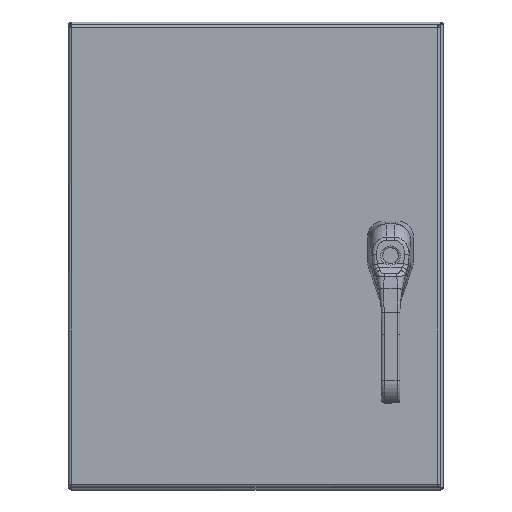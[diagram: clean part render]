
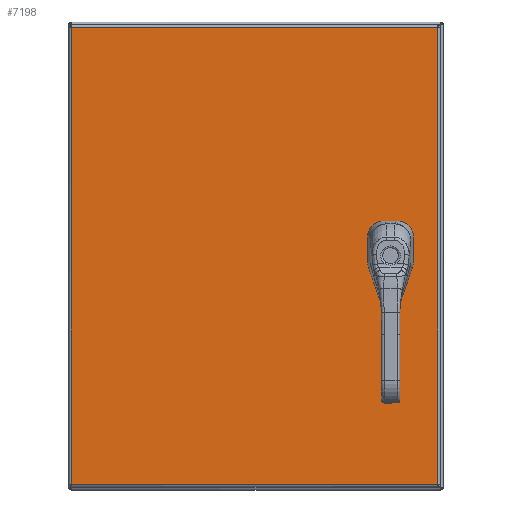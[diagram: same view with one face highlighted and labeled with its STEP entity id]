
A CAD part, top view. The second image highlights one B-rep face of the part: STEP entity #7198.
In plain terms, the highlighted face is planar.
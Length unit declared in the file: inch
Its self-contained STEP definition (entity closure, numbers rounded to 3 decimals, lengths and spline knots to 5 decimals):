
#5428=CARTESIAN_POINT('',(2.33762,10.275,0.0));
#5429=VERTEX_POINT('',#5428);
#5436=CARTESIAN_POINT('',(2.525,10.08762,0.0));
#5437=VERTEX_POINT('',#5436);
#5438=CARTESIAN_POINT('',(2.125,9.875,0.0));
#5439=DIRECTION('',(0.0,0.0,1.0));
#5440=DIRECTION('',(-0.469,-0.883,0.0));
#5441=AXIS2_PLACEMENT_3D('',#5438,#5439,#5440);
#5442=CIRCLE('',#5441,0.453);
#5443=EDGE_CURVE('',#5437,#5429,#5442,.T.);
#5468=CARTESIAN_POINT('',(2.525,9.66238,0.0));
#5469=VERTEX_POINT('',#5468);
#5470=CARTESIAN_POINT('',(2.525,9.66238,0.0));
#5471=DIRECTION('',(0.0,1.0,0.0));
#5472=VECTOR('',#5471,0.42525);
#5473=LINE('',#5470,#5472);
#5474=EDGE_CURVE('',#5469,#5437,#5473,.T.);
#5500=CARTESIAN_POINT('',(2.33762,9.475,0.0));
#5501=VERTEX_POINT('',#5500);
#5502=CARTESIAN_POINT('',(2.125,9.875,0.0));
#5503=DIRECTION('',(0.0,0.0,1.0));
#5504=DIRECTION('',(-0.883,0.469,0.0));
#5505=AXIS2_PLACEMENT_3D('',#5502,#5503,#5504);
#5506=CIRCLE('',#5505,0.453);
#5507=EDGE_CURVE('',#5501,#5469,#5506,.T.);
#5532=CARTESIAN_POINT('',(1.91238,9.475,0.0));
#5533=VERTEX_POINT('',#5532);
#5534=CARTESIAN_POINT('',(1.91238,9.475,0.0));
#5535=DIRECTION('',(1.0,0.0,0.0));
#5536=VECTOR('',#5535,0.42525);
#5537=LINE('',#5534,#5536);
#5538=EDGE_CURVE('',#5533,#5501,#5537,.T.);
#5564=CARTESIAN_POINT('',(1.725,9.66238,0.0));
#5565=VERTEX_POINT('',#5564);
#5566=CARTESIAN_POINT('',(2.125,9.875,0.0));
#5567=DIRECTION('',(0.0,0.0,1.0));
#5568=DIRECTION('',(0.469,0.883,0.0));
#5569=AXIS2_PLACEMENT_3D('',#5566,#5567,#5568);
#5570=CIRCLE('',#5569,0.453);
#5571=EDGE_CURVE('',#5565,#5533,#5570,.T.);
#5596=CARTESIAN_POINT('',(1.725,10.08762,0.0));
#5597=VERTEX_POINT('',#5596);
#5598=CARTESIAN_POINT('',(1.725,10.08762,0.0));
#5599=DIRECTION('',(0.0,-1.0,0.0));
#5600=VECTOR('',#5599,0.42525);
#5601=LINE('',#5598,#5600);
#5602=EDGE_CURVE('',#5597,#5565,#5601,.T.);
#5628=CARTESIAN_POINT('',(1.91238,10.275,0.0));
#5629=VERTEX_POINT('',#5628);
#5630=CARTESIAN_POINT('',(2.125,9.875,0.0));
#5631=DIRECTION('',(0.0,0.0,1.0));
#5632=DIRECTION('',(0.883,-0.469,0.0));
#5633=AXIS2_PLACEMENT_3D('',#5630,#5631,#5632);
#5634=CIRCLE('',#5633,0.453);
#5635=EDGE_CURVE('',#5629,#5597,#5634,.T.);
#5658=CARTESIAN_POINT('',(2.33762,10.275,0.0));
#5659=DIRECTION('',(-1.0,0.0,0.0));
#5660=VECTOR('',#5659,0.42525);
#5661=LINE('',#5658,#5660);
#5662=EDGE_CURVE('',#5429,#5629,#5661,.T.);
#5684=CARTESIAN_POINT('',(1.985,10.75997,0.0));
#5685=VERTEX_POINT('',#5684);
#5686=CARTESIAN_POINT('',(2.125,10.75997,0.0));
#5687=DIRECTION('',(0.0,0.0,1.0));
#5688=DIRECTION('',(1.0,0.0,0.0));
#5689=AXIS2_PLACEMENT_3D('',#5686,#5687,#5688);
#5690=CIRCLE('',#5689,0.14);
#5691=EDGE_CURVE('',#5685,#5685,#5690,.T.);
#5712=CARTESIAN_POINT('',(1.985,8.98897,0.0));
#5713=VERTEX_POINT('',#5712);
#5714=CARTESIAN_POINT('',(2.125,8.98897,0.0));
#5715=DIRECTION('',(0.0,0.0,1.0));
#5716=DIRECTION('',(1.0,0.0,0.0));
#5717=AXIS2_PLACEMENT_3D('',#5714,#5715,#5716);
#5718=CIRCLE('',#5717,0.14);
#5719=EDGE_CURVE('',#5713,#5713,#5718,.T.);
#5740=CARTESIAN_POINT('',(1.985,8.49697,0.0));
#5741=VERTEX_POINT('',#5740);
#5742=CARTESIAN_POINT('',(2.125,8.49697,0.0));
#5743=DIRECTION('',(0.0,0.0,1.0));
#5744=DIRECTION('',(1.0,0.0,0.0));
#5745=AXIS2_PLACEMENT_3D('',#5742,#5743,#5744);
#5746=CIRCLE('',#5745,0.14);
#5747=EDGE_CURVE('',#5741,#5741,#5746,.T.);
#6197=CARTESIAN_POINT('',(15.76975,0.10525,0.));
#6198=VERTEX_POINT('',#6197);
#6209=CARTESIAN_POINT('',(15.76975,19.64475,0.));
#6210=VERTEX_POINT('',#6209);
#6211=CARTESIAN_POINT('',(15.76975,19.64475,0.0));
#6212=DIRECTION('',(0.0,-1.0,0.0));
#6213=VECTOR('',#6212,19.5395);
#6214=LINE('',#6211,#6213);
#6215=EDGE_CURVE('',#6210,#6198,#6214,.T.);
#6367=CARTESIAN_POINT('',(0.10525,0.10525,0.));
#6368=VERTEX_POINT('',#6367);
#6379=CARTESIAN_POINT('',(15.76975,0.10525,0.0));
#6380=DIRECTION('',(-1.0,0.0,0.0));
#6381=VECTOR('',#6380,15.6645);
#6382=LINE('',#6379,#6381);
#6383=EDGE_CURVE('',#6198,#6368,#6382,.T.);
#6644=CARTESIAN_POINT('',(0.10525,19.64475,0.));
#6645=VERTEX_POINT('',#6644);
#6656=CARTESIAN_POINT('',(0.10525,0.10525,0.0));
#6657=DIRECTION('',(0.0,1.0,0.0));
#6658=VECTOR('',#6657,19.5395);
#6659=LINE('',#6656,#6658);
#6660=EDGE_CURVE('',#6368,#6645,#6659,.T.);
#6925=CARTESIAN_POINT('',(0.10525,19.64475,0.0));
#6926=DIRECTION('',(1.0,0.0,0.0));
#6927=VECTOR('',#6926,15.6645);
#6928=LINE('',#6925,#6927);
#6929=EDGE_CURVE('',#6645,#6210,#6928,.T.);
#7168=CARTESIAN_POINT('',(7.9375,9.875,0.0));
#7169=DIRECTION('',(0.0,0.0,1.0));
#7170=DIRECTION('',(1.0,0.0,0.0));
#7171=AXIS2_PLACEMENT_3D('',#7168,#7169,#7170);
#7172=PLANE('',#7171);
#7173=ORIENTED_EDGE('',*,*,#6215,.T.);
#7174=ORIENTED_EDGE('',*,*,#6383,.T.);
#7175=ORIENTED_EDGE('',*,*,#6660,.T.);
#7176=ORIENTED_EDGE('',*,*,#6929,.T.);
#7177=EDGE_LOOP('',(#7173,#7174,#7175,#7176));
#7178=FACE_OUTER_BOUND('',#7177,.T.);
#7179=ORIENTED_EDGE('',*,*,#5443,.T.);
#7180=ORIENTED_EDGE('',*,*,#5662,.T.);
#7181=ORIENTED_EDGE('',*,*,#5635,.T.);
#7182=ORIENTED_EDGE('',*,*,#5602,.T.);
#7183=ORIENTED_EDGE('',*,*,#5571,.T.);
#7184=ORIENTED_EDGE('',*,*,#5538,.T.);
#7185=ORIENTED_EDGE('',*,*,#5507,.T.);
#7186=ORIENTED_EDGE('',*,*,#5474,.T.);
#7187=EDGE_LOOP('',(#7179,#7180,#7181,#7182,#7183,#7184,#7185,#7186));
#7188=FACE_BOUND('',#7187,.T.);
#7189=ORIENTED_EDGE('',*,*,#5691,.T.);
#7190=EDGE_LOOP('',(#7189));
#7191=FACE_BOUND('',#7190,.T.);
#7192=ORIENTED_EDGE('',*,*,#5719,.T.);
#7193=EDGE_LOOP('',(#7192));
#7194=FACE_BOUND('',#7193,.T.);
#7195=ORIENTED_EDGE('',*,*,#5747,.T.);
#7196=EDGE_LOOP('',(#7195));
#7197=FACE_BOUND('',#7196,.T.);
#7198=ADVANCED_FACE('',(#7178,#7188,#7191,#7194,#7197),#7172,.F.);
